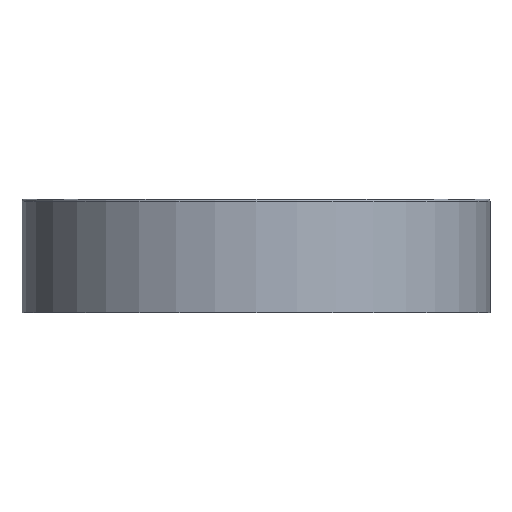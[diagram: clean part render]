
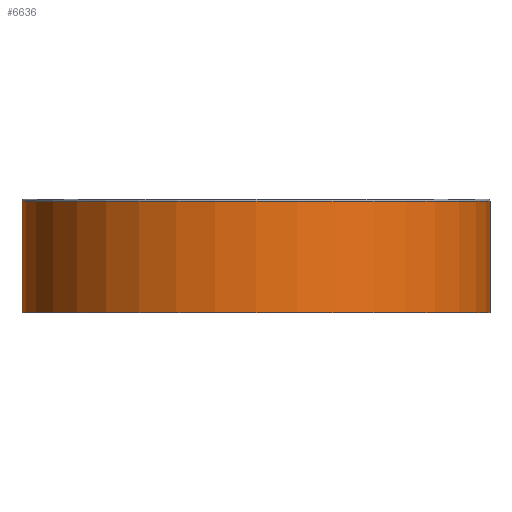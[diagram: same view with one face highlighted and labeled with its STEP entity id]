
A CAD part, left-side view. The second image highlights one B-rep face of the part: STEP entity #6636.
In plain terms, the highlighted cylindrical face has radius 52 mm (diameter 104 mm), a full revolution.
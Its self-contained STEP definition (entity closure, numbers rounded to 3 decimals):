
#168=ELLIPSE('',#6704,73.539,52.);
#170=ELLIPSE('',#6708,73.539,52.);
#171=ELLIPSE('',#6713,73.539,52.);
#173=ELLIPSE('',#6716,73.539,52.);
#204=FACE_BOUND('',#1090,.T.);
#698=FACE_OUTER_BOUND('',#1089,.T.);
#1089=EDGE_LOOP('',(#6165,#6166,#6167,#6168));
#1090=EDGE_LOOP('',(#6169,#6170,#6171,#6172,#6173,#6174,#6175,#6176));
#1117=CIRCLE('',#6695,52.);
#1123=CIRCLE('',#6711,52.);
#1124=CIRCLE('',#6718,52.);
#1210=CIRCLE('',#6975,52.);
#1597=LINE('',#8959,#2117);
#1732=LINE('',#9927,#2252);
#2079=LINE('',#14417,#2599);
#2117=VECTOR('',#7111,10.);
#2252=VECTOR('',#7370,10.);
#2599=VECTOR('',#8135,50.);
#2650=VERTEX_POINT('',#8704);
#2661=VERTEX_POINT('',#8949);
#2662=VERTEX_POINT('',#8951);
#2664=VERTEX_POINT('',#8957);
#2666=VERTEX_POINT('',#8963);
#2668=VERTEX_POINT('',#8969);
#2669=VERTEX_POINT('',#8973);
#2673=VERTEX_POINT('',#8982);
#2674=VERTEX_POINT('',#8984);
#3258=VERTEX_POINT('',#14413);
#3318=EDGE_CURVE('',#2650,#2650,#1117,.T.);
#3331=EDGE_CURVE('',#2661,#2662,#168,.T.);
#3335=EDGE_CURVE('',#2661,#2664,#1597,.T.);
#3338=EDGE_CURVE('',#2666,#2664,#170,.T.);
#3341=EDGE_CURVE('',#2666,#2668,#1123,.T.);
#3342=EDGE_CURVE('',#2669,#2668,#171,.T.);
#3347=EDGE_CURVE('',#2673,#2674,#173,.T.);
#3349=EDGE_CURVE('',#2662,#2673,#1124,.T.);
#3615=EDGE_CURVE('',#2674,#2669,#1732,.T.);
#4239=EDGE_CURVE('',#3258,#3258,#1210,.T.);
#4240=EDGE_CURVE('',#3258,#2650,#2079,.T.);
#6165=ORIENTED_EDGE('',*,*,#4239,.F.);
#6166=ORIENTED_EDGE('',*,*,#4240,.T.);
#6167=ORIENTED_EDGE('',*,*,#3318,.T.);
#6168=ORIENTED_EDGE('',*,*,#4240,.F.);
#6169=ORIENTED_EDGE('',*,*,#3335,.T.);
#6170=ORIENTED_EDGE('',*,*,#3338,.F.);
#6171=ORIENTED_EDGE('',*,*,#3341,.T.);
#6172=ORIENTED_EDGE('',*,*,#3342,.F.);
#6173=ORIENTED_EDGE('',*,*,#3615,.F.);
#6174=ORIENTED_EDGE('',*,*,#3347,.F.);
#6175=ORIENTED_EDGE('',*,*,#3349,.F.);
#6176=ORIENTED_EDGE('',*,*,#3331,.F.);
#6284=CYLINDRICAL_SURFACE('',#6976,52.);
#6636=ADVANCED_FACE('',(#698,#204),#6284,.T.);
#6695=AXIS2_PLACEMENT_3D('',#8705,#7081,#7082);
#6704=AXIS2_PLACEMENT_3D('',#8952,#7104,#7105);
#6708=AXIS2_PLACEMENT_3D('',#8965,#7117,#7118);
#6711=AXIS2_PLACEMENT_3D('',#8971,#7124,#7125);
#6713=AXIS2_PLACEMENT_3D('',#8974,#7128,#7129);
#6716=AXIS2_PLACEMENT_3D('',#8985,#7137,#7138);
#6718=AXIS2_PLACEMENT_3D('',#8988,#7142,#7143);
#6975=AXIS2_PLACEMENT_3D('',#14415,#8131,#8132);
#6976=AXIS2_PLACEMENT_3D('',#14416,#8133,#8134);
#7081=DIRECTION('center_axis',(0.,0.,1.));
#7082=DIRECTION('ref_axis',(1.,0.,0.));
#7104=DIRECTION('center_axis',(0.,0.707,0.707));
#7105=DIRECTION('ref_axis',(0.,0.707,-0.707));
#7111=DIRECTION('',(0.,0.,1.));
#7117=DIRECTION('center_axis',(0.,0.707,-0.707));
#7118=DIRECTION('ref_axis',(0.,0.707,0.707));
#7124=DIRECTION('center_axis',(0.,0.,1.));
#7125=DIRECTION('ref_axis',(1.,0.,0.));
#7128=DIRECTION('center_axis',(0.,-0.707,-0.707));
#7129=DIRECTION('ref_axis',(0.,0.707,-0.707));
#7137=DIRECTION('center_axis',(0.,-0.707,0.707));
#7138=DIRECTION('ref_axis',(0.,0.707,0.707));
#7142=DIRECTION('center_axis',(0.,0.,1.));
#7143=DIRECTION('ref_axis',(1.,0.,0.));
#7370=DIRECTION('',(0.,0.,1.));
#8131=DIRECTION('center_axis',(0.,0.,1.));
#8132=DIRECTION('ref_axis',(-1.,0.,0.));
#8133=DIRECTION('center_axis',(0.,0.,1.));
#8134=DIRECTION('ref_axis',(1.,0.,0.));
#8135=DIRECTION('',(0.,0.,-1.));
#8704=CARTESIAN_POINT('',(-82.,-105.,0.));
#8705=CARTESIAN_POINT('Origin',(-30.,-105.,0.));
#8949=CARTESIAN_POINT('',(21.729,-110.305,2.8));
#8951=CARTESIAN_POINT('',(21.821,-109.305,1.8));
#8952=CARTESIAN_POINT('Origin',(-30.,-105.,-2.505));
#8957=CARTESIAN_POINT('',(21.729,-110.305,4.));
#8959=CARTESIAN_POINT('',(21.729,-110.305,0.));
#8963=CARTESIAN_POINT('',(21.821,-109.305,5.));
#8965=CARTESIAN_POINT('Origin',(-30.,-105.,9.305));
#8969=CARTESIAN_POINT('',(21.995,-104.305,5.));
#8971=CARTESIAN_POINT('Origin',(-30.,-105.,5.));
#8973=CARTESIAN_POINT('',(21.972,-103.305,4.));
#8974=CARTESIAN_POINT('Origin',(-30.,-105.,5.695));
#8982=CARTESIAN_POINT('',(21.995,-104.305,1.8));
#8984=CARTESIAN_POINT('',(21.972,-103.305,2.8));
#8985=CARTESIAN_POINT('Origin',(-30.,-105.,1.105));
#8988=CARTESIAN_POINT('Origin',(-30.,-105.,1.8));
#9927=CARTESIAN_POINT('',(21.972,-103.305,0.));
#14413=CARTESIAN_POINT('',(-82.,-105.,24.8));
#14415=CARTESIAN_POINT('Origin',(-30.,-105.,24.8));
#14416=CARTESIAN_POINT('Origin',(-30.,-105.,0.));
#14417=CARTESIAN_POINT('',(-82.,-105.,0.));
